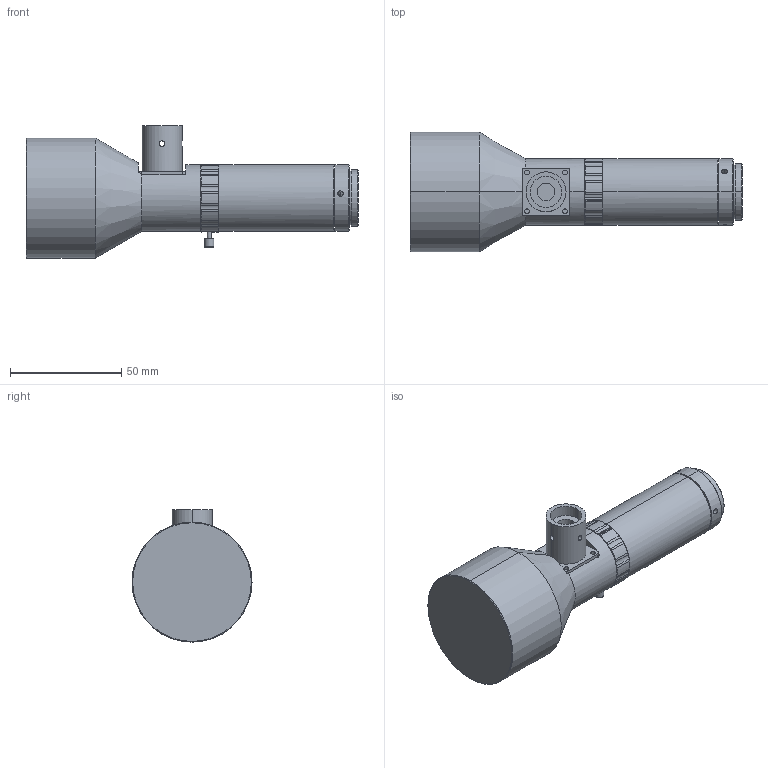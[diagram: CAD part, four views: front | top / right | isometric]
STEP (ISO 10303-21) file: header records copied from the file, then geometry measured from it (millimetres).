
FILE_DESCRIPTION (( 'STEP AP203' ), '1' );
FILE_NAME ('DTCA230-37C.STEP', '2018-04-11T09:13:54', ( '' ), ( '' ), 'SwSTEP 2.0', 'SolidWorks 2012', '' );
FILE_SCHEMA (( 'CONFIG_CONTROL_DESIGN' ));
Length unit declared in the file: millimetre
Products named in the file (1): DTCA230-37C
Bounding box: 149.4 x 54 x 59.5 mm (x, y, z)
Volume: 171895.9 mm3; surface area: 23555.2 mm2
Topology: 1 solids, 1 shells, 217 faces, 539 edges, 329 vertices
Faces by surface type: cylinder 99, plane 78, cone 38, torus 2
Entity records: 7075 total; most frequent: CARTESIAN_POINT 1762, DIRECTION 1192, ORIENTED_EDGE 1066, EDGE_CURVE 533, AXIS2_PLACEMENT_3D 519, VERTEX_POINT 329, CIRCLE 301, EDGE_LOOP 236
